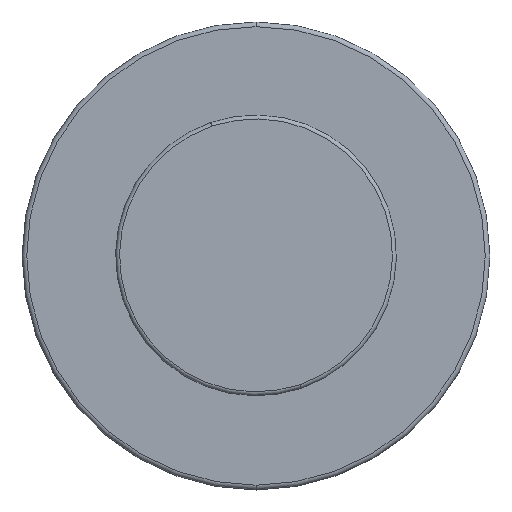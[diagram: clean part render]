
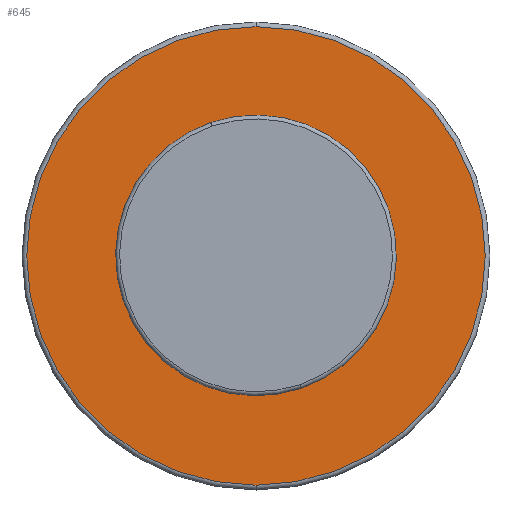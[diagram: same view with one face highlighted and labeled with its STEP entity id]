
A CAD part, top view. The second image highlights one B-rep face of the part: STEP entity #645.
In plain terms, the highlighted face is planar.
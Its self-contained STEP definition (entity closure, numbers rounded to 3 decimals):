
#53 = CARTESIAN_POINT ( 'NONE',  ( 0., 0., 0. ) ) ;
#135 = VERTEX_POINT ( 'NONE', #618 ) ;
#182 = DIRECTION ( 'NONE',  ( 0., 1., 0. ) ) ;
#225 = DIRECTION ( 'NONE',  ( 0., 1., 0. ) ) ;
#310 = EDGE_LOOP ( 'NONE', ( #317, #524 ) ) ;
#317 = ORIENTED_EDGE ( 'NONE', *, *, #960, .T. ) ;
#329 = AXIS2_PLACEMENT_3D ( 'NONE', #1027, #225, #944 ) ;
#421 = DIRECTION ( 'NONE',  ( 0., 0., 1. ) ) ;
#440 = FACE_OUTER_BOUND ( 'NONE', #310, .T. ) ;
#454 = CIRCLE ( 'NONE', #608, 29.4 ) ;
#524 = ORIENTED_EDGE ( 'NONE', *, *, #822, .T. ) ;
#525 = AXIS2_PLACEMENT_3D ( 'NONE', #53, #551, #421 ) ;
#537 = CARTESIAN_POINT ( 'NONE',  ( 0., 0., -29.4 ) ) ;
#551 = DIRECTION ( 'NONE',  ( 0., 1., 0. ) ) ;
#608 = AXIS2_PLACEMENT_3D ( 'NONE', #775, #182, #869 ) ;
#618 = CARTESIAN_POINT ( 'NONE',  ( 0., 0., 29.4 ) ) ;
#645 = ADVANCED_FACE ( 'NONE', ( #440 ), #928, .T. ) ;
#775 = CARTESIAN_POINT ( 'NONE',  ( 0., 0., 0. ) ) ;
#822 = EDGE_CURVE ( 'NONE', #989, #135, #454, .T. ) ;
#869 = DIRECTION ( 'NONE',  ( 0., 0., 1. ) ) ;
#928 = PLANE ( 'NONE',  #329 ) ;
#944 = DIRECTION ( 'NONE',  ( 0., 0., 1. ) ) ;
#960 = EDGE_CURVE ( 'NONE', #135, #989, #1035, .T. ) ;
#989 = VERTEX_POINT ( 'NONE', #537 ) ;
#1027 = CARTESIAN_POINT ( 'NONE',  ( 0., 0., 0. ) ) ;
#1035 = CIRCLE ( 'NONE', #525, 29.4 ) ;
